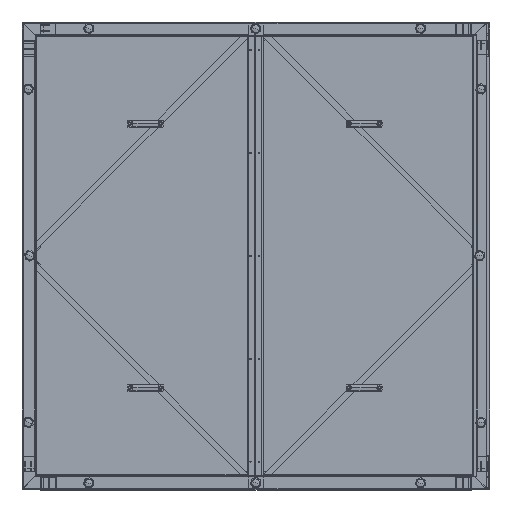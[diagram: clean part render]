
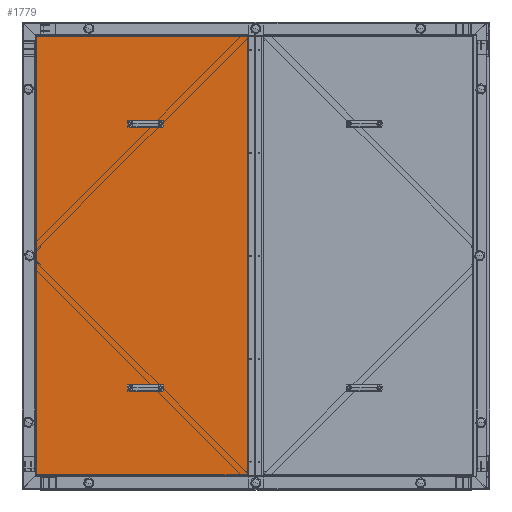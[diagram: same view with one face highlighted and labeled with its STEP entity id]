
A CAD part, top view. The second image highlights one B-rep face of the part: STEP entity #1779.
In plain terms, the highlighted planar face has unit normal (0, 0, 1).
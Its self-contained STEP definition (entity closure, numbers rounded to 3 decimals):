
#409 = AXIS2_PLACEMENT_3D ( 'NONE', #11046, #72600, #47380 ) ;
#568 = EDGE_CURVE ( 'NONE', #51009, #43892, #148804, .T. ) ;
#895 = EDGE_CURVE ( 'NONE', #47018, #27870, #7085, .T. ) ;
#916 = EDGE_LOOP ( 'NONE', ( #64800, #147506 ) ) ;
#1133 = CARTESIAN_POINT ( 'NONE',  ( -461.523, 518.158, 933. ) ) ;
#1393 = ORIENTED_EDGE ( 'NONE', *, *, #60469, .F. ) ;
#1779 = ADVANCED_FACE ( 'NONE', ( #57819, #54092, #45950, #131176, #10386 ), #65913, .F. ) ;
#3504 = ORIENTED_EDGE ( 'NONE', *, *, #121438, .F. ) ;
#4026 = CIRCLE ( 'NONE', #92300, 4.5 ) ;
#6960 = LINE ( 'NONE', #117461, #24446 ) ;
#7085 = CIRCLE ( 'NONE', #150774, 4.5 ) ;
#7962 = CIRCLE ( 'NONE', #409, 4.5 ) ;
#8465 = CARTESIAN_POINT ( 'NONE',  ( -461.523, -483.842, 933. ) ) ;
#8924 = AXIS2_PLACEMENT_3D ( 'NONE', #35928, #69165, #141760 ) ;
#10386 = FACE_OUTER_BOUND ( 'NONE', #95362, .T. ) ;
#10565 = EDGE_CURVE ( 'NONE', #43892, #51009, #42283, .T. ) ;
#11046 = CARTESIAN_POINT ( 'NONE',  ( -461.523, -483.842, 933. ) ) ;
#13813 = CARTESIAN_POINT ( 'NONE',  ( -106.759, 850.016, 933. ) ) ;
#16043 = ORIENTED_EDGE ( 'NONE', *, *, #86986, .F. ) ;
#17356 = DIRECTION ( 'NONE',  ( 0., 0., 1. ) ) ;
#17972 = EDGE_CURVE ( 'NONE', #135878, #81219, #135110, .T. ) ;
#21441 = DIRECTION ( 'NONE',  ( 0., 0., -1. ) ) ;
#22041 = VERTEX_POINT ( 'NONE', #84180 ) ;
#24446 = VECTOR ( 'NONE', #115151, 1000. ) ;
#24547 = EDGE_LOOP ( 'NONE', ( #146148, #3504 ) ) ;
#25840 = CARTESIAN_POINT ( 'NONE',  ( -106.759, 849.421, 933. ) ) ;
#27870 = VERTEX_POINT ( 'NONE', #46289 ) ;
#35928 = CARTESIAN_POINT ( 'NONE',  ( -578.523, -483.842, 933. ) ) ;
#41064 = DIRECTION ( 'NONE',  ( -1., 0., 0. ) ) ;
#42283 = CIRCLE ( 'NONE', #72479, 4.5 ) ;
#43892 = VERTEX_POINT ( 'NONE', #127434 ) ;
#44224 = CIRCLE ( 'NONE', #8924, 4.5 ) ;
#44373 = CARTESIAN_POINT ( 'NONE',  ( -461.523, 518.158, 933. ) ) ;
#45540 = CARTESIAN_POINT ( 'NONE',  ( -933.286, -815.701, 933. ) ) ;
#45950 = FACE_BOUND ( 'NONE', #24547, .T. ) ;
#46289 = CARTESIAN_POINT ( 'NONE',  ( -574.023, -483.842, 933. ) ) ;
#47018 = VERTEX_POINT ( 'NONE', #132987 ) ;
#47380 = DIRECTION ( 'NONE',  ( -1., 0., 0. ) ) ;
#47408 = VERTEX_POINT ( 'NONE', #88349 ) ;
#48159 = CARTESIAN_POINT ( 'NONE',  ( -574.023, 518.158, 933. ) ) ;
#48752 = CARTESIAN_POINT ( 'NONE',  ( -466.023, -483.842, 933. ) ) ;
#49308 = EDGE_LOOP ( 'NONE', ( #1393, #139470 ) ) ;
#49373 = DIRECTION ( 'NONE',  ( 0., -1., 0. ) ) ;
#51009 = VERTEX_POINT ( 'NONE', #137514 ) ;
#54092 = FACE_BOUND ( 'NONE', #49308, .T. ) ;
#54303 = VERTEX_POINT ( 'NONE', #48159 ) ;
#55494 = VECTOR ( 'NONE', #101147, 1000. ) ;
#57819 = FACE_BOUND ( 'NONE', #112440, .T. ) ;
#60469 = EDGE_CURVE ( 'NONE', #96830, #54303, #142056, .T. ) ;
#63566 = VECTOR ( 'NONE', #49373, 1000. ) ;
#64800 = ORIENTED_EDGE ( 'NONE', *, *, #152720, .F. ) ;
#65724 = EDGE_CURVE ( 'NONE', #47408, #137308, #6960, .T. ) ;
#65913 = PLANE ( 'NONE',  #110292 ) ;
#69165 = DIRECTION ( 'NONE',  ( 0., 0., 1. ) ) ;
#72479 = AXIS2_PLACEMENT_3D ( 'NONE', #1133, #133733, #98233 ) ;
#72600 = DIRECTION ( 'NONE',  ( 0., 0., 1. ) ) ;
#79821 = CARTESIAN_POINT ( 'NONE',  ( -583.023, 518.158, 933. ) ) ;
#80770 = AXIS2_PLACEMENT_3D ( 'NONE', #44373, #104406, #139909 ) ;
#81219 = VERTEX_POINT ( 'NONE', #132124 ) ;
#81486 = CARTESIAN_POINT ( 'NONE',  ( -578.523, 518.158, 933. ) ) ;
#81558 = AXIS2_PLACEMENT_3D ( 'NONE', #81486, #93336, #140716 ) ;
#81859 = DIRECTION ( 'NONE',  ( -1., 0., 0. ) ) ;
#84180 = CARTESIAN_POINT ( 'NONE',  ( -457.023, -483.842, 933. ) ) ;
#85754 = ORIENTED_EDGE ( 'NONE', *, *, #568, .F. ) ;
#86986 = EDGE_CURVE ( 'NONE', #137308, #135878, #153651, .T. ) ;
#88349 = CARTESIAN_POINT ( 'NONE',  ( -933.286, 849.421, 933. ) ) ;
#88428 = CARTESIAN_POINT ( 'NONE',  ( -578.523, -483.842, 933. ) ) ;
#92300 = AXIS2_PLACEMENT_3D ( 'NONE', #115880, #115114, #104827 ) ;
#93336 = DIRECTION ( 'NONE',  ( 0., 0., 1. ) ) ;
#93697 = LINE ( 'NONE', #45540, #96284 ) ;
#94119 = ORIENTED_EDGE ( 'NONE', *, *, #17972, .F. ) ;
#94555 = AXIS2_PLACEMENT_3D ( 'NONE', #8465, #152164, #81859 ) ;
#95362 = EDGE_LOOP ( 'NONE', ( #125294, #119833, #94119, #16043 ) ) ;
#96284 = VECTOR ( 'NONE', #105576, 1000. ) ;
#96830 = VERTEX_POINT ( 'NONE', #79821 ) ;
#98233 = DIRECTION ( 'NONE',  ( 1., 0., 0. ) ) ;
#101147 = DIRECTION ( 'NONE',  ( -1., 0., 0. ) ) ;
#104406 = DIRECTION ( 'NONE',  ( 0., 0., 1. ) ) ;
#104827 = DIRECTION ( 'NONE',  ( 1., 0., 0. ) ) ;
#105576 = DIRECTION ( 'NONE',  ( 0., 1., 0. ) ) ;
#105979 = DIRECTION ( 'NONE',  ( 1., 0., 0. ) ) ;
#108591 = EDGE_CURVE ( 'NONE', #22041, #110259, #7962, .T. ) ;
#110259 = VERTEX_POINT ( 'NONE', #48752 ) ;
#110292 = AXIS2_PLACEMENT_3D ( 'NONE', #129633, #21441, #105979 ) ;
#112440 = EDGE_LOOP ( 'NONE', ( #85754, #143550 ) ) ;
#115114 = DIRECTION ( 'NONE',  ( 0., 0., 1. ) ) ;
#115151 = DIRECTION ( 'NONE',  ( 1., 0., 0. ) ) ;
#115880 = CARTESIAN_POINT ( 'NONE',  ( -578.523, 518.158, 933. ) ) ;
#117461 = CARTESIAN_POINT ( 'NONE',  ( -933.881, 849.421, 933. ) ) ;
#119833 = ORIENTED_EDGE ( 'NONE', *, *, #151177, .F. ) ;
#121438 = EDGE_CURVE ( 'NONE', #27870, #47018, #44224, .T. ) ;
#124813 = CARTESIAN_POINT ( 'NONE',  ( -106.164, -815.106, 933. ) ) ;
#125294 = ORIENTED_EDGE ( 'NONE', *, *, #65724, .F. ) ;
#127434 = CARTESIAN_POINT ( 'NONE',  ( -457.023, 518.158, 933. ) ) ;
#129633 = CARTESIAN_POINT ( 'NONE',  ( -104.523, 851.658, 933. ) ) ;
#129912 = CIRCLE ( 'NONE', #94555, 4.5 ) ;
#131176 = FACE_BOUND ( 'NONE', #916, .T. ) ;
#132124 = CARTESIAN_POINT ( 'NONE',  ( -933.286, -815.106, 933. ) ) ;
#132987 = CARTESIAN_POINT ( 'NONE',  ( -583.023, -483.842, 933. ) ) ;
#133733 = DIRECTION ( 'NONE',  ( 0., 0., 1. ) ) ;
#135110 = LINE ( 'NONE', #124813, #55494 ) ;
#135878 = VERTEX_POINT ( 'NONE', #154591 ) ;
#137308 = VERTEX_POINT ( 'NONE', #25840 ) ;
#137514 = CARTESIAN_POINT ( 'NONE',  ( -466.023, 518.158, 933. ) ) ;
#139470 = ORIENTED_EDGE ( 'NONE', *, *, #153897, .F. ) ;
#139909 = DIRECTION ( 'NONE',  ( 1., 0., 0. ) ) ;
#140716 = DIRECTION ( 'NONE',  ( 1., 0., 0. ) ) ;
#141760 = DIRECTION ( 'NONE',  ( -1., 0., 0. ) ) ;
#142056 = CIRCLE ( 'NONE', #81558, 4.5 ) ;
#143550 = ORIENTED_EDGE ( 'NONE', *, *, #10565, .F. ) ;
#146148 = ORIENTED_EDGE ( 'NONE', *, *, #895, .F. ) ;
#147506 = ORIENTED_EDGE ( 'NONE', *, *, #108591, .F. ) ;
#148804 = CIRCLE ( 'NONE', #80770, 4.5 ) ;
#150774 = AXIS2_PLACEMENT_3D ( 'NONE', #88428, #17356, #41064 ) ;
#151177 = EDGE_CURVE ( 'NONE', #81219, #47408, #93697, .T. ) ;
#152164 = DIRECTION ( 'NONE',  ( 0., 0., 1. ) ) ;
#152720 = EDGE_CURVE ( 'NONE', #110259, #22041, #129912, .T. ) ;
#153651 = LINE ( 'NONE', #13813, #63566 ) ;
#153897 = EDGE_CURVE ( 'NONE', #54303, #96830, #4026, .T. ) ;
#154591 = CARTESIAN_POINT ( 'NONE',  ( -106.759, -815.106, 933. ) ) ;
